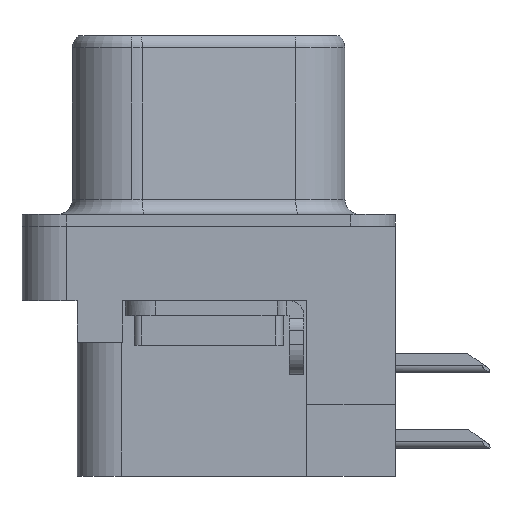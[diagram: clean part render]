
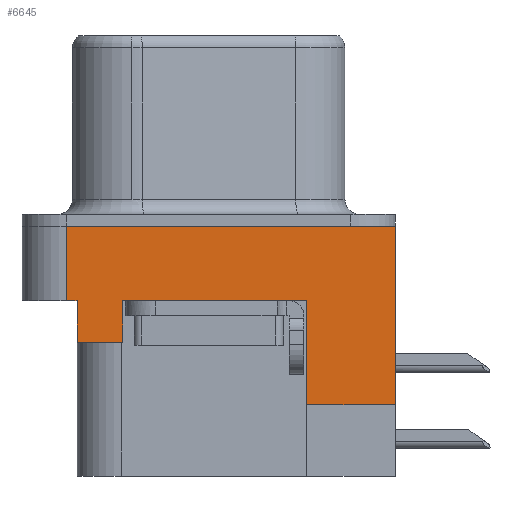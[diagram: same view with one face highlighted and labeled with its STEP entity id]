
A CAD part, left-side view. The second image highlights one B-rep face of the part: STEP entity #6645.
In plain terms, the highlighted planar face has unit normal (-1, 0, 0).
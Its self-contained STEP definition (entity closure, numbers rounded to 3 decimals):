
#14 = CARTESIAN_POINT ( 'NONE',  ( -2.91, -6.275, 0. ) ) ;
#216 = CARTESIAN_POINT ( 'NONE',  ( -2.91, -6.275, -2.5 ) ) ;
#479 = ORIENTED_EDGE ( 'NONE', *, *, #9700, .F. ) ;
#538 = ORIENTED_EDGE ( 'NONE', *, *, #6879, .F. ) ;
#916 = CARTESIAN_POINT ( 'NONE',  ( -2.91, -3.295, -2.5 ) ) ;
#959 = DIRECTION ( 'NONE',  ( 0., 1., 0. ) ) ;
#1069 = CARTESIAN_POINT ( 'NONE',  ( -2.91, 4.425, -3.9 ) ) ;
#1350 = VERTEX_POINT ( 'NONE', #14216 ) ;
#1435 = ORIENTED_EDGE ( 'NONE', *, *, #9674, .F. ) ;
#1602 = CARTESIAN_POINT ( 'NONE',  ( -2.91, 4.425, -3.9 ) ) ;
#1730 = CARTESIAN_POINT ( 'NONE',  ( -2.91, 4.775, 0. ) ) ;
#1788 = VECTOR ( 'NONE', #2897, 1000. ) ;
#1806 = LINE ( 'NONE', #8702, #1788 ) ;
#1831 = VECTOR ( 'NONE', #15897, 1000. ) ;
#1908 = VECTOR ( 'NONE', #15807, 1000. ) ;
#1923 = LINE ( 'NONE', #1069, #1831 ) ;
#1939 = LINE ( 'NONE', #9875, #2043 ) ;
#1969 = VECTOR ( 'NONE', #6024, 1000. ) ;
#1989 = LINE ( 'NONE', #10984, #1969 ) ;
#2026 = LINE ( 'NONE', #8599, #1908 ) ;
#2043 = VECTOR ( 'NONE', #2321, 1000. ) ;
#2079 = LINE ( 'NONE', #15721, #2095 ) ;
#2095 = VECTOR ( 'NONE', #959, 1000. ) ;
#2321 = DIRECTION ( 'NONE',  ( 0., -1., 0. ) ) ;
#2396 = EDGE_CURVE ( 'NONE', #14439, #6891, #3968, .T. ) ;
#2897 = DIRECTION ( 'NONE',  ( 0., 0., 1. ) ) ;
#3410 = CARTESIAN_POINT ( 'NONE',  ( -2.91, 4.425, -3.9 ) ) ;
#3930 = DIRECTION ( 'NONE',  ( 0., -1., 0. ) ) ;
#3952 = VECTOR ( 'NONE', #11869, 1000. ) ;
#3968 = LINE ( 'NONE', #216, #3952 ) ;
#4499 = CARTESIAN_POINT ( 'NONE',  ( -2.91, 2.895, -3.9 ) ) ;
#4906 = VECTOR ( 'NONE', #5656, 1000. ) ;
#4992 = LINE ( 'NONE', #14238, #4906 ) ;
#5376 = AXIS2_PLACEMENT_3D ( 'NONE', #14077, #15245, #7957 ) ;
#5616 = VERTEX_POINT ( 'NONE', #1730 ) ;
#5656 = DIRECTION ( 'NONE',  ( 0., 0., 1. ) ) ;
#5769 = CARTESIAN_POINT ( 'NONE',  ( -2.91, 4.425, -2.5 ) ) ;
#5776 = ORIENTED_EDGE ( 'NONE', *, *, #8651, .T. ) ;
#5963 = CARTESIAN_POINT ( 'NONE',  ( -2.91, 4.775, -2.5 ) ) ;
#6024 = DIRECTION ( 'NONE',  ( 0., 0., 1. ) ) ;
#6054 = VERTEX_POINT ( 'NONE', #1602 ) ;
#6280 = VERTEX_POINT ( 'NONE', #12985 ) ;
#6469 = ORIENTED_EDGE ( 'NONE', *, *, #9678, .F. ) ;
#6645 = ADVANCED_FACE ( 'NONE', ( #11065 ), #12889, .T. ) ;
#6867 = CARTESIAN_POINT ( 'NONE',  ( -2.91, 2.895, -2.5 ) ) ;
#6879 = EDGE_CURVE ( 'NONE', #14567, #6054, #10324, .T. ) ;
#6891 = VERTEX_POINT ( 'NONE', #916 ) ;
#7169 = DIRECTION ( 'NONE',  ( 0., 1., 0. ) ) ;
#7546 = EDGE_CURVE ( 'NONE', #9624, #13137, #8252, .T. ) ;
#7957 = DIRECTION ( 'NONE',  ( 0., 0., 1. ) ) ;
#8164 = VECTOR ( 'NONE', #3930, 1000. ) ;
#8252 = LINE ( 'NONE', #10174, #8164 ) ;
#8392 = VERTEX_POINT ( 'NONE', #14 ) ;
#8599 = CARTESIAN_POINT ( 'NONE',  ( -2.91, 4.775, -2.5 ) ) ;
#8651 = EDGE_CURVE ( 'NONE', #14567, #14439, #4992, .T. ) ;
#8702 = CARTESIAN_POINT ( 'NONE',  ( -2.91, -3.295, -8.4 ) ) ;
#9215 = ORIENTED_EDGE ( 'NONE', *, *, #2396, .T. ) ;
#9530 = EDGE_LOOP ( 'NONE', ( #14553, #14788, #1435, #6469, #11143, #479, #538, #5776, #9215, #15401 ) ) ;
#9624 = VERTEX_POINT ( 'NONE', #5963 ) ;
#9634 = EDGE_CURVE ( 'NONE', #1350, #6280, #2079, .T. ) ;
#9653 = EDGE_CURVE ( 'NONE', #1350, #8392, #1989, .T. ) ;
#9674 = EDGE_CURVE ( 'NONE', #5616, #8392, #1939, .T. ) ;
#9678 = EDGE_CURVE ( 'NONE', #9624, #5616, #2026, .T. ) ;
#9700 = EDGE_CURVE ( 'NONE', #6054, #13137, #1923, .T. ) ;
#9726 = EDGE_CURVE ( 'NONE', #6280, #6891, #1806, .T. ) ;
#9875 = CARTESIAN_POINT ( 'NONE',  ( -2.91, -6.275, 0. ) ) ;
#10153 = VECTOR ( 'NONE', #7169, 1000. ) ;
#10174 = CARTESIAN_POINT ( 'NONE',  ( -2.91, -6.275, -2.5 ) ) ;
#10324 = LINE ( 'NONE', #3410, #10153 ) ;
#10984 = CARTESIAN_POINT ( 'NONE',  ( -2.91, -6.275, -2.5 ) ) ;
#11065 = FACE_OUTER_BOUND ( 'NONE', #9530, .T. ) ;
#11143 = ORIENTED_EDGE ( 'NONE', *, *, #7546, .T. ) ;
#11869 = DIRECTION ( 'NONE',  ( 0., -1., 0. ) ) ;
#12889 = PLANE ( 'NONE',  #5376 ) ;
#12985 = CARTESIAN_POINT ( 'NONE',  ( -2.91, -3.295, -6. ) ) ;
#13137 = VERTEX_POINT ( 'NONE', #5769 ) ;
#14077 = CARTESIAN_POINT ( 'NONE',  ( -2.91, -6.275, -2.5 ) ) ;
#14216 = CARTESIAN_POINT ( 'NONE',  ( -2.91, -6.275, -6. ) ) ;
#14238 = CARTESIAN_POINT ( 'NONE',  ( -2.91, 2.895, -3.9 ) ) ;
#14439 = VERTEX_POINT ( 'NONE', #6867 ) ;
#14553 = ORIENTED_EDGE ( 'NONE', *, *, #9634, .F. ) ;
#14567 = VERTEX_POINT ( 'NONE', #4499 ) ;
#14788 = ORIENTED_EDGE ( 'NONE', *, *, #9653, .T. ) ;
#15245 = DIRECTION ( 'NONE',  ( -1., 0., 0. ) ) ;
#15401 = ORIENTED_EDGE ( 'NONE', *, *, #9726, .F. ) ;
#15721 = CARTESIAN_POINT ( 'NONE',  ( -2.91, -6.495, -6. ) ) ;
#15807 = DIRECTION ( 'NONE',  ( 0., 0., 1. ) ) ;
#15897 = DIRECTION ( 'NONE',  ( 0., 0., 1. ) ) ;
